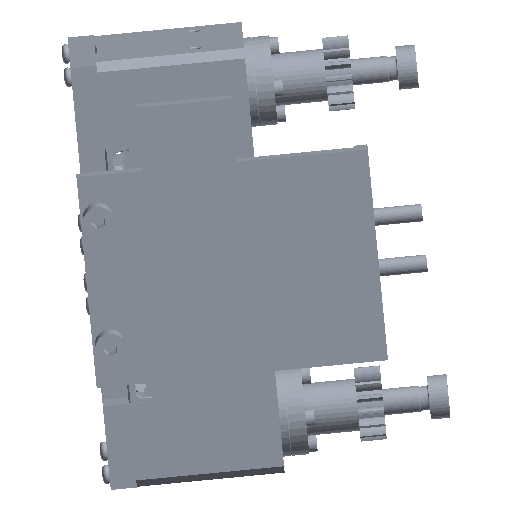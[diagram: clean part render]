
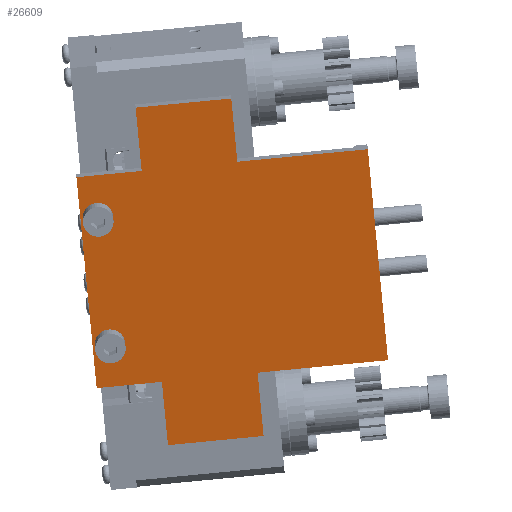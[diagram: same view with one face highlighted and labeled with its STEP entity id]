
A CAD part, front view. The second image highlights one B-rep face of the part: STEP entity #26609.
In plain terms, the highlighted face is planar.
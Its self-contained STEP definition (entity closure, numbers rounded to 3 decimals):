
#1152=FACE_BOUND('',#3905,.T.);
#1153=FACE_BOUND('',#3906,.T.);
#1343=CIRCLE('',#28577,2.);
#1344=CIRCLE('',#28579,2.);
#2408=FACE_OUTER_BOUND('',#3904,.T.);
#3904=EDGE_LOOP('',(#17871,#17872,#17873,#17874,#17875,#17876,#17877,#17878,
#17879,#17880,#17881,#17882));
#3905=EDGE_LOOP('',(#17883));
#3906=EDGE_LOOP('',(#17884));
#5581=LINE('',#39313,#8376);
#5596=LINE('',#39352,#8391);
#5600=LINE('',#39364,#8395);
#5602=LINE('',#39368,#8397);
#5603=LINE('',#39370,#8398);
#5604=LINE('',#39372,#8399);
#5605=LINE('',#39374,#8400);
#5606=LINE('',#39375,#8401);
#5607=LINE('',#39377,#8402);
#5608=LINE('',#39379,#8403);
#5609=LINE('',#39381,#8404);
#5610=LINE('',#39382,#8405);
#8376=VECTOR('',#31223,10.);
#8391=VECTOR('',#31250,10.);
#8395=VECTOR('',#31264,10.);
#8397=VECTOR('',#31268,10.);
#8398=VECTOR('',#31269,10.);
#8399=VECTOR('',#31270,10.);
#8400=VECTOR('',#31271,10.);
#8401=VECTOR('',#31272,10.);
#8402=VECTOR('',#31273,10.);
#8403=VECTOR('',#31274,10.);
#8404=VECTOR('',#31275,10.);
#8405=VECTOR('',#31276,10.);
#11171=VERTEX_POINT('',#39310);
#11172=VERTEX_POINT('',#39312);
#11189=VERTEX_POINT('',#39349);
#11190=VERTEX_POINT('',#39351);
#11191=VERTEX_POINT('',#39355);
#11192=VERTEX_POINT('',#39359);
#11193=VERTEX_POINT('',#39363);
#11194=VERTEX_POINT('',#39367);
#11195=VERTEX_POINT('',#39369);
#11196=VERTEX_POINT('',#39371);
#11197=VERTEX_POINT('',#39373);
#11198=VERTEX_POINT('',#39376);
#11199=VERTEX_POINT('',#39378);
#11200=VERTEX_POINT('',#39380);
#13830=EDGE_CURVE('',#11171,#11172,#5581,.T.);
#13849=EDGE_CURVE('',#11189,#11190,#5596,.T.);
#13851=EDGE_CURVE('',#11191,#11191,#1343,.T.);
#13853=EDGE_CURVE('',#11192,#11192,#1344,.T.);
#13855=EDGE_CURVE('',#11193,#11190,#5600,.T.);
#13857=EDGE_CURVE('',#11172,#11194,#5602,.T.);
#13858=EDGE_CURVE('',#11171,#11195,#5603,.T.);
#13859=EDGE_CURVE('',#11196,#11195,#5604,.T.);
#13860=EDGE_CURVE('',#11197,#11196,#5605,.T.);
#13861=EDGE_CURVE('',#11193,#11197,#5606,.T.);
#13862=EDGE_CURVE('',#11198,#11189,#5607,.T.);
#13863=EDGE_CURVE('',#11198,#11199,#5608,.T.);
#13864=EDGE_CURVE('',#11199,#11200,#5609,.T.);
#13865=EDGE_CURVE('',#11200,#11194,#5610,.T.);
#17871=ORIENTED_EDGE('',*,*,#13857,.F.);
#17872=ORIENTED_EDGE('',*,*,#13830,.F.);
#17873=ORIENTED_EDGE('',*,*,#13858,.T.);
#17874=ORIENTED_EDGE('',*,*,#13859,.F.);
#17875=ORIENTED_EDGE('',*,*,#13860,.F.);
#17876=ORIENTED_EDGE('',*,*,#13861,.F.);
#17877=ORIENTED_EDGE('',*,*,#13855,.T.);
#17878=ORIENTED_EDGE('',*,*,#13849,.F.);
#17879=ORIENTED_EDGE('',*,*,#13862,.F.);
#17880=ORIENTED_EDGE('',*,*,#13863,.T.);
#17881=ORIENTED_EDGE('',*,*,#13864,.T.);
#17882=ORIENTED_EDGE('',*,*,#13865,.T.);
#17883=ORIENTED_EDGE('',*,*,#13853,.T.);
#17884=ORIENTED_EDGE('',*,*,#13851,.T.);
#25703=PLANE('',#28581);
#26609=ADVANCED_FACE('',(#2408,#1152,#1153),#25703,.T.);
#28577=AXIS2_PLACEMENT_3D('',#39356,#31254,#31255);
#28579=AXIS2_PLACEMENT_3D('',#39360,#31259,#31260);
#28581=AXIS2_PLACEMENT_3D('',#39366,#31266,#31267);
#31223=DIRECTION('',(-1.,0.,0.));
#31250=DIRECTION('',(1.,0.,0.));
#31254=DIRECTION('center_axis',(0.,1.,0.));
#31255=DIRECTION('ref_axis',(1.,0.,0.));
#31259=DIRECTION('center_axis',(0.,1.,0.));
#31260=DIRECTION('ref_axis',(1.,0.,0.));
#31264=DIRECTION('',(0.,0.,1.));
#31266=DIRECTION('center_axis',(0.,-1.,0.));
#31267=DIRECTION('ref_axis',(1.,0.,0.));
#31268=DIRECTION('',(0.,0.,1.));
#31269=DIRECTION('',(0.,0.,1.));
#31270=DIRECTION('',(-1.,0.,0.));
#31271=DIRECTION('',(0.,0.,-1.));
#31272=DIRECTION('',(1.,0.,0.));
#31273=DIRECTION('',(0.,0.,1.));
#31274=DIRECTION('',(-1.,0.,0.));
#31275=DIRECTION('',(0.,0.,-1.));
#31276=DIRECTION('',(1.,0.,0.));
#39310=CARTESIAN_POINT('',(25.,-3.1,-2.));
#39312=CARTESIAN_POINT('',(-25.,-3.1,-2.));
#39313=CARTESIAN_POINT('',(25.,-3.1,-2.));
#39349=CARTESIAN_POINT('',(-25.,-3.1,65.));
#39351=CARTESIAN_POINT('',(25.,-3.1,65.));
#39352=CARTESIAN_POINT('',(-25.,-3.1,65.));
#39355=CARTESIAN_POINT('',(-17.,-3.1,61.));
#39356=CARTESIAN_POINT('Origin',(-15.,-3.1,61.));
#39359=CARTESIAN_POINT('',(13.,-3.1,61.));
#39360=CARTESIAN_POINT('Origin',(15.,-3.1,61.));
#39363=CARTESIAN_POINT('',(25.,-3.1,50.));
#39364=CARTESIAN_POINT('',(25.,-3.1,64.));
#39366=CARTESIAN_POINT('Origin',(-25.,-3.1,0.));
#39367=CARTESIAN_POINT('',(-25.,-3.1,28.));
#39368=CARTESIAN_POINT('',(-25.,-3.1,0.));
#39369=CARTESIAN_POINT('',(25.,-3.1,28.));
#39370=CARTESIAN_POINT('',(25.,-3.1,0.));
#39371=CARTESIAN_POINT('',(40.,-3.1,28.));
#39372=CARTESIAN_POINT('',(25.,-3.1,28.));
#39373=CARTESIAN_POINT('',(40.,-3.1,50.));
#39374=CARTESIAN_POINT('',(40.,-3.1,28.));
#39375=CARTESIAN_POINT('',(40.,-3.1,50.));
#39376=CARTESIAN_POINT('',(-25.,-3.1,50.));
#39377=CARTESIAN_POINT('',(-25.,-3.1,64.));
#39378=CARTESIAN_POINT('',(-40.,-3.1,50.));
#39379=CARTESIAN_POINT('',(-40.,-3.1,50.));
#39380=CARTESIAN_POINT('',(-40.,-3.1,28.));
#39381=CARTESIAN_POINT('',(-40.,-3.1,28.));
#39382=CARTESIAN_POINT('',(-25.,-3.1,28.));
